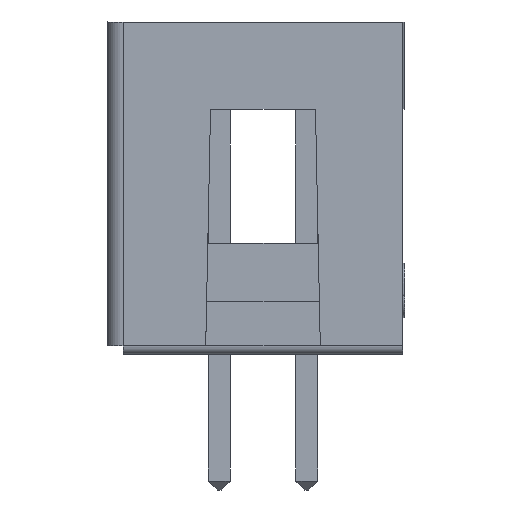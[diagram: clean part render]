
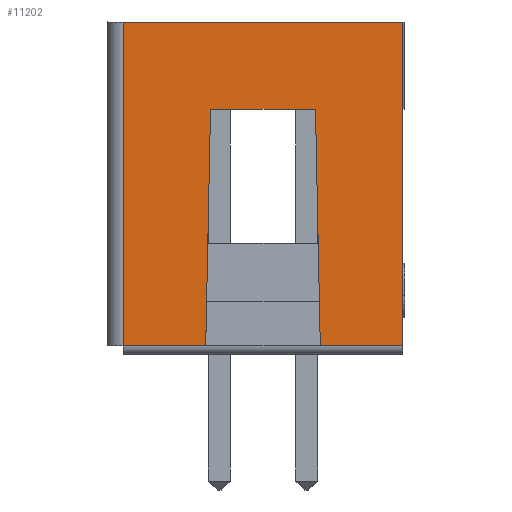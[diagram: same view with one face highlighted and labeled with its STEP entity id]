
A CAD part, left-side view. The second image highlights one B-rep face of the part: STEP entity #11202.
In plain terms, the highlighted planar face has unit normal (-1, 0, 0).
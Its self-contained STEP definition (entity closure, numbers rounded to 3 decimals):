
#10600=CARTESIAN_POINT('',(-16.358,4.064,9.652));
#10601=VERTEX_POINT('',#10600);
#10602=CARTESIAN_POINT('',(-16.358,4.064,0.254));
#10603=VERTEX_POINT('',#10602);
#10604=CARTESIAN_POINT('',(-16.358,4.064,9.652));
#10605=DIRECTION('',(0.0,0.0,-1.0));
#10606=VECTOR('',#10605,9.398);
#10607=LINE('',#10604,#10606);
#10608=EDGE_CURVE('',#10601,#10603,#10607,.T.);
#10647=CARTESIAN_POINT('',(-16.358,-4.064,9.652));
#10648=VERTEX_POINT('',#10647);
#10655=CARTESIAN_POINT('',(-16.358,-4.064,0.254));
#10656=VERTEX_POINT('',#10655);
#10657=CARTESIAN_POINT('',(-16.358,-4.064,0.254));
#10658=DIRECTION('',(0.0,0.0,1.0));
#10659=VECTOR('',#10658,9.398);
#10660=LINE('',#10657,#10659);
#10661=EDGE_CURVE('',#10656,#10648,#10660,.T.);
#11132=CARTESIAN_POINT('',(-16.358,-1.524,7.112));
#11133=VERTEX_POINT('',#11132);
#11140=CARTESIAN_POINT('',(-16.358,1.524,7.112));
#11141=VERTEX_POINT('',#11140);
#11142=CARTESIAN_POINT('',(-16.358,1.524,7.112));
#11143=DIRECTION('',(0.0,-1.0,0.0));
#11144=VECTOR('',#11143,3.048);
#11145=LINE('',#11142,#11144);
#11146=EDGE_CURVE('',#11141,#11133,#11145,.T.);
#11158=CARTESIAN_POINT('',(-16.358,4.47,10.122));
#11159=DIRECTION('',(-1.0,0.0,0.0));
#11160=DIRECTION('',(0.0,0.0,1.0));
#11161=AXIS2_PLACEMENT_3D('',#11158,#11159,#11160);
#11162=PLANE('',#11161);
#11163=ORIENTED_EDGE('',*,*,#10608,.T.);
#11164=CARTESIAN_POINT('',(-16.358,1.664,0.254));
#11165=VERTEX_POINT('',#11164);
#11166=CARTESIAN_POINT('',(-16.358,1.664,0.254));
#11167=DIRECTION('',(0.0,1.0,0.0));
#11168=VECTOR('',#11167,2.4);
#11169=LINE('',#11166,#11168);
#11170=EDGE_CURVE('',#11165,#10603,#11169,.T.);
#11171=ORIENTED_EDGE('',*,*,#11170,.F.);
#11172=CARTESIAN_POINT('',(-16.358,1.524,7.112));
#11173=DIRECTION('',(0.0,0.02,-1.));
#11174=VECTOR('',#11173,6.859);
#11175=LINE('',#11172,#11174);
#11176=EDGE_CURVE('',#11141,#11165,#11175,.T.);
#11177=ORIENTED_EDGE('',*,*,#11176,.F.);
#11178=ORIENTED_EDGE('',*,*,#11146,.T.);
#11179=CARTESIAN_POINT('',(-16.358,-1.664,0.254));
#11180=VERTEX_POINT('',#11179);
#11181=CARTESIAN_POINT('',(-16.358,-1.664,0.254));
#11182=DIRECTION('',(0.0,0.02,1.));
#11183=VECTOR('',#11182,6.859);
#11184=LINE('',#11181,#11183);
#11185=EDGE_CURVE('',#11180,#11133,#11184,.T.);
#11186=ORIENTED_EDGE('',*,*,#11185,.F.);
#11187=CARTESIAN_POINT('',(-16.358,-4.064,0.254));
#11188=DIRECTION('',(0.0,1.0,0.0));
#11189=VECTOR('',#11188,2.4);
#11190=LINE('',#11187,#11189);
#11191=EDGE_CURVE('',#10656,#11180,#11190,.T.);
#11192=ORIENTED_EDGE('',*,*,#11191,.F.);
#11193=ORIENTED_EDGE('',*,*,#10661,.T.);
#11194=CARTESIAN_POINT('',(-16.358,4.064,9.652));
#11195=DIRECTION('',(0.0,-1.0,0.0));
#11196=VECTOR('',#11195,8.128);
#11197=LINE('',#11194,#11196);
#11198=EDGE_CURVE('',#10601,#10648,#11197,.T.);
#11199=ORIENTED_EDGE('',*,*,#11198,.F.);
#11200=EDGE_LOOP('',(#11163,#11171,#11177,#11178,#11186,#11192,#11193,#11199));
#11201=FACE_OUTER_BOUND('',#11200,.T.);
#11202=ADVANCED_FACE('',(#11201),#11162,.T.);
